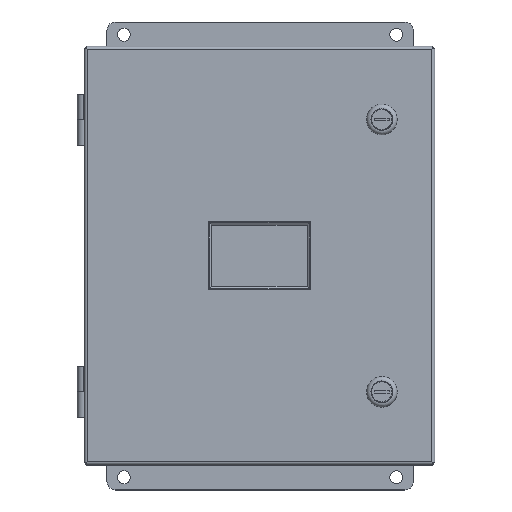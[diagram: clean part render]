
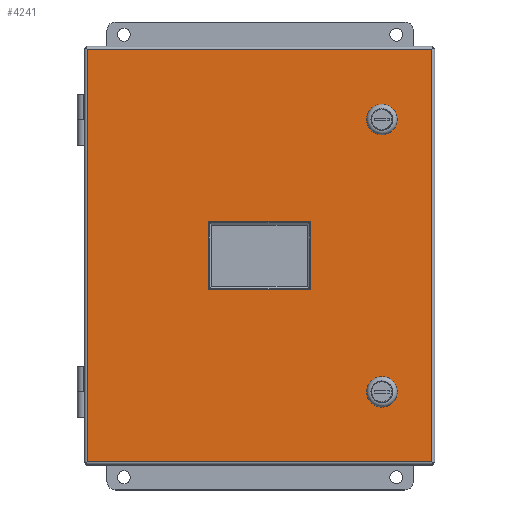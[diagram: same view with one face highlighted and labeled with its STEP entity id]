
A CAD part, top view. The second image highlights one B-rep face of the part: STEP entity #4241.
In plain terms, the highlighted face is planar.
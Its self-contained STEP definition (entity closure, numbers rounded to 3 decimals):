
#4241 = ADVANCED_FACE( '', ( #8644, #8645, #8646, #8647 ), #8648, .T. );
#8644 = FACE_BOUND( '', #35193, .T. );
#8645 = FACE_BOUND( '', #35194, .T. );
#8646 = FACE_BOUND( '', #35195, .T. );
#8647 = FACE_OUTER_BOUND( '', #35196, .T. );
#8648 = PLANE( '', #35197 );
#35193 = EDGE_LOOP( '', ( #53211, #53212, #53213, #53214 ) );
#35194 = EDGE_LOOP( '', ( #53215, #53216, #53217, #53218 ) );
#35195 = EDGE_LOOP( '', ( #53219, #53220, #53221, #53222 ) );
#35196 = EDGE_LOOP( '', ( #53223, #53224, #53225, #53226 ) );
#35197 = AXIS2_PLACEMENT_3D( '', #53227, #53228, #53229 );
#53211 = ORIENTED_EDGE( '', *, *, #60932, .T. );
#53212 = ORIENTED_EDGE( '', *, *, #60150, .T. );
#53213 = ORIENTED_EDGE( '', *, *, #60403, .T. );
#53214 = ORIENTED_EDGE( '', *, *, #58820, .T. );
#53215 = ORIENTED_EDGE( '', *, *, #59186, .F. );
#53216 = ORIENTED_EDGE( '', *, *, #57999, .F. );
#53217 = ORIENTED_EDGE( '', *, *, #58462, .F. );
#53218 = ORIENTED_EDGE( '', *, *, #58885, .F. );
#53219 = ORIENTED_EDGE( '', *, *, #59684, .F. );
#53220 = ORIENTED_EDGE( '', *, *, #57415, .F. );
#53221 = ORIENTED_EDGE( '', *, *, #60933, .F. );
#53222 = ORIENTED_EDGE( '', *, *, #60934, .F. );
#53223 = ORIENTED_EDGE( '', *, *, #60935, .T. );
#53224 = ORIENTED_EDGE( '', *, *, #57224, .F. );
#53225 = ORIENTED_EDGE( '', *, *, #57195, .T. );
#53226 = ORIENTED_EDGE( '', *, *, #60936, .T. );
#53227 = CARTESIAN_POINT( '', ( -130.81, 0., -156.21 ) );
#53228 = DIRECTION( '', ( 0., -1., 0. ) );
#53229 = DIRECTION( '', ( 0., 0., -1. ) );
#57195 = EDGE_CURVE( '', #62130, #62138, #62140, .T. );
#57224 = EDGE_CURVE( '', #62130, #62191, #62192, .T. );
#57415 = EDGE_CURVE( '', #62527, #62529, #62530, .T. );
#57999 = EDGE_CURVE( '', #63513, #63515, #63516, .T. );
#58462 = EDGE_CURVE( '', #64289, #63513, #64291, .T. );
#58820 = EDGE_CURVE( '', #64862, #64860, #64863, .F. );
#58885 = EDGE_CURVE( '', #64959, #64289, #64961, .T. );
#59186 = EDGE_CURVE( '', #63515, #64959, #65419, .T. );
#59684 = EDGE_CURVE( '', #62529, #66135, #66136, .T. );
#60150 = EDGE_CURVE( '', #66751, #66749, #66752, .F. );
#60403 = EDGE_CURVE( '', #66749, #64862, #67064, .F. );
#60932 = EDGE_CURVE( '', #64860, #66751, #67723, .F. );
#60933 = EDGE_CURVE( '', #67724, #62527, #67725, .T. );
#60934 = EDGE_CURVE( '', #66135, #67724, #67726, .T. );
#60935 = EDGE_CURVE( '', #62560, #62191, #67727, .T. );
#60936 = EDGE_CURVE( '', #62138, #62560, #67728, .T. );
#62130 = VERTEX_POINT( '', #69631 );
#62138 = VERTEX_POINT( '', #69640 );
#62140 = LINE( '', #69642, #69643 );
#62191 = VERTEX_POINT( '', #69740 );
#62192 = LINE( '', #69741, #69742 );
#62527 = VERTEX_POINT( '', #70516 );
#62529 = VERTEX_POINT( '', #70519 );
#62530 = LINE( '', #70520, #70521 );
#62560 = VERTEX_POINT( '', #70560 );
#63513 = VERTEX_POINT( '', #73430 );
#63515 = VERTEX_POINT( '', #73433 );
#63516 = LINE( '', #73434, #73435 );
#64289 = VERTEX_POINT( '', #75447 );
#64291 = CIRCLE( '', #75450, 9.716 );
#64860 = VERTEX_POINT( '', #76710 );
#64862 = VERTEX_POINT( '', #76712 );
#64863 = LINE( '', #76713, #76714 );
#64959 = VERTEX_POINT( '', #76954 );
#64961 = LINE( '', #76957, #76958 );
#65419 = CIRCLE( '', #78109, 9.716 );
#66135 = VERTEX_POINT( '', #79931 );
#66136 = CIRCLE( '', #79932, 9.716 );
#66749 = VERTEX_POINT( '', #81752 );
#66751 = VERTEX_POINT( '', #81754 );
#66752 = LINE( '', #81755, #81756 );
#67064 = LINE( '', #82628, #82629 );
#67723 = LINE( '', #84478, #84479 );
#67724 = VERTEX_POINT( '', #84480 );
#67725 = CIRCLE( '', #84481, 9.716 );
#67726 = LINE( '', #84482, #84483 );
#67727 = LINE( '', #84484, #84485 );
#67728 = LINE( '', #84486, #84487 );
#69631 = CARTESIAN_POINT( '', ( -128.473, 0., 153.873 ) );
#69640 = CARTESIAN_POINT( '', ( -128.473, 0., -153.873 ) );
#69642 = CARTESIAN_POINT( '', ( -128.473, 0., -156.21 ) );
#69643 = VECTOR( '', #86339, 1000. );
#69740 = CARTESIAN_POINT( '', ( 128.473, 0., 153.873 ) );
#69741 = CARTESIAN_POINT( '', ( -128.473, 0., 153.873 ) );
#69742 = VECTOR( '', #86374, 1000. );
#70516 = CARTESIAN_POINT( '', ( 99.441, 0., -106.922 ) );
#70519 = CARTESIAN_POINT( '', ( 99.441, 0., -96.278 ) );
#70520 = CARTESIAN_POINT( '', ( 99.441, 0., -96.278 ) );
#70521 = VECTOR( '', #86526, 1000. );
#70560 = CARTESIAN_POINT( '', ( 128.473, 0., -153.873 ) );
#73430 = CARTESIAN_POINT( '', ( 99.441, 0., 96.278 ) );
#73433 = CARTESIAN_POINT( '', ( 99.441, 0., 106.922 ) );
#73434 = CARTESIAN_POINT( '', ( 99.441, 0., 106.922 ) );
#73435 = VECTOR( '', #86912, 1000. );
#75447 = CARTESIAN_POINT( '', ( 83.185, 0., 96.278 ) );
#75450 = AXIS2_PLACEMENT_3D( '', #87223, #87224, #87225 );
#76710 = CARTESIAN_POINT( '', ( -38.097, 0., -25.397 ) );
#76712 = CARTESIAN_POINT( '', ( 38.097, 0., -25.397 ) );
#76713 = CARTESIAN_POINT( '', ( -37.587, 0., -25.397 ) );
#76714 = VECTOR( '', #87531, 1000. );
#76954 = CARTESIAN_POINT( '', ( 83.185, 0., 106.922 ) );
#76957 = CARTESIAN_POINT( '', ( 83.185, 0., 106.922 ) );
#76958 = VECTOR( '', #87577, 1000. );
#78109 = AXIS2_PLACEMENT_3D( '', #87802, #87803, #87804 );
#79931 = CARTESIAN_POINT( '', ( 83.185, 0., -96.278 ) );
#79932 = AXIS2_PLACEMENT_3D( '', #88154, #88155, #88156 );
#81752 = CARTESIAN_POINT( '', ( 38.097, 0., 25.397 ) );
#81754 = CARTESIAN_POINT( '', ( -38.097, 0., 25.397 ) );
#81755 = CARTESIAN_POINT( '', ( 37.587, 0., 25.397 ) );
#81756 = VECTOR( '', #88408, 1000. );
#82628 = CARTESIAN_POINT( '', ( 38.097, 0., -24.887 ) );
#82629 = VECTOR( '', #88556, 1000. );
#84478 = CARTESIAN_POINT( '', ( -38.097, 0., 24.887 ) );
#84479 = VECTOR( '', #88875, 1000. );
#84480 = CARTESIAN_POINT( '', ( 83.185, 0., -106.922 ) );
#84481 = AXIS2_PLACEMENT_3D( '', #88876, #88877, #88878 );
#84482 = CARTESIAN_POINT( '', ( 83.185, 0., -96.278 ) );
#84483 = VECTOR( '', #88879, 1000. );
#84484 = CARTESIAN_POINT( '', ( 128.473, 0., 153.873 ) );
#84485 = VECTOR( '', #88880, 1000. );
#84486 = CARTESIAN_POINT( '', ( 130.81, 0., -153.873 ) );
#84487 = VECTOR( '', #88881, 1000. );
#86339 = DIRECTION( '', ( 0., 0., -1. ) );
#86374 = DIRECTION( '', ( 1., 0., 0. ) );
#86526 = DIRECTION( '', ( 0., 0., 1. ) );
#86912 = DIRECTION( '', ( 0., 0., 1. ) );
#87223 = CARTESIAN_POINT( '', ( 91.313, 0., 101.6 ) );
#87224 = DIRECTION( '', ( 0., -1., 0. ) );
#87225 = DIRECTION( '', ( 1., 0., 0. ) );
#87531 = DIRECTION( '', ( 1., 0., 0. ) );
#87577 = DIRECTION( '', ( 0., 0., -1. ) );
#87802 = CARTESIAN_POINT( '', ( 91.313, 0., 101.6 ) );
#87803 = DIRECTION( '', ( 0., -1., 0. ) );
#87804 = DIRECTION( '', ( 1., 0., 0. ) );
#88154 = CARTESIAN_POINT( '', ( 91.313, 0., -101.6 ) );
#88155 = DIRECTION( '', ( 0., -1., 0. ) );
#88156 = DIRECTION( '', ( 1., 0., 0. ) );
#88408 = DIRECTION( '', ( -1., 0., 0. ) );
#88556 = DIRECTION( '', ( 0., 0., 1. ) );
#88875 = DIRECTION( '', ( 0., 0., -1. ) );
#88876 = CARTESIAN_POINT( '', ( 91.313, 0., -101.6 ) );
#88877 = DIRECTION( '', ( 0., -1., 0. ) );
#88878 = DIRECTION( '', ( 1., 0., 0. ) );
#88879 = DIRECTION( '', ( 0., 0., -1. ) );
#88880 = DIRECTION( '', ( 0., 0., 1. ) );
#88881 = DIRECTION( '', ( 1., 0., 0. ) );
